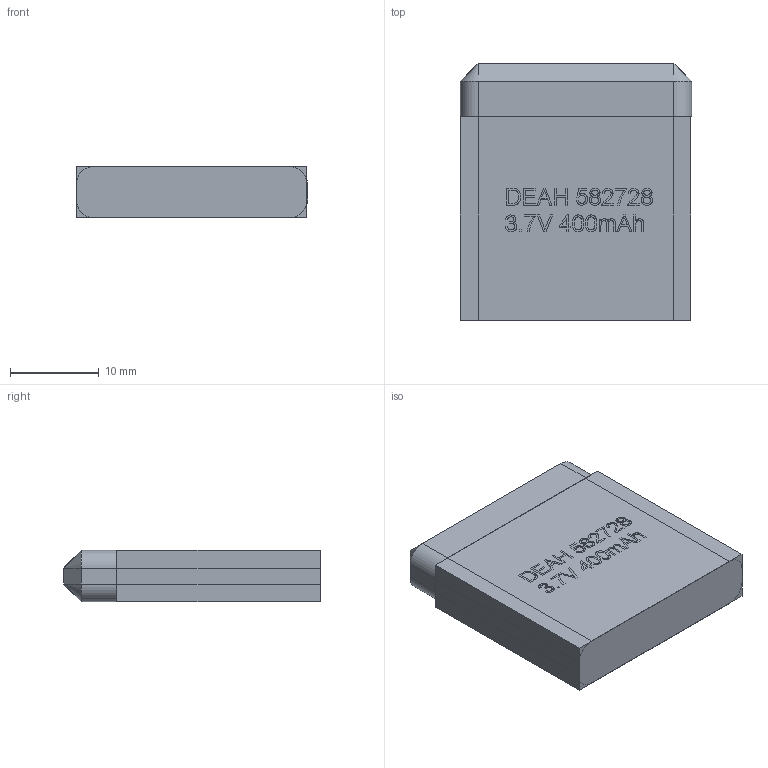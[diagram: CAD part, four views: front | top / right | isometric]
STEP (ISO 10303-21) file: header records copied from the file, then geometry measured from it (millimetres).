
FILE_DESCRIPTION(('FreeCAD Model'),'2;1');
FILE_NAME('Open CASCADE Shape Model','2023-01-10T14:03:37',('Author'),( ''),'Open CASCADE STEP processor 7.6','FreeCAD','Unknown');
FILE_SCHEMA(('AUTOMOTIVE_DESIGN { 1 0 10303 214 1 1 1 1 }'));
Length unit declared in the file: millimetre
Products named in the file (9): test; Body; Body001; Pad; Pad001; Fillet; DatumPlane; ShapeString; ShapeString001
Assembly tree (8 placements, depth 2):
  test
    Body
    Body001
    Pad
    Pad001
    Fillet
    DatumPlane
    ShapeString
    ShapeString001
Bounding box: 26.1 x 29 x 5.81 mm (x, y, z)
Surface area: 8020.1 mm2
Topology: 5 solids, 25 shells, 76 faces, 492 edges, 444 vertices
Faces by surface type: plane 64, cylinder 8, cone 4
Entity records: 9186 total; most frequent: CARTESIAN_POINT 2643, DIRECTION 787, ORIENTED_EDGE 608, PCURVE 608, DEFINITIONAL_REPRESENTATION 608, LINE 580, VECTOR 580, EDGE_CURVE 488
